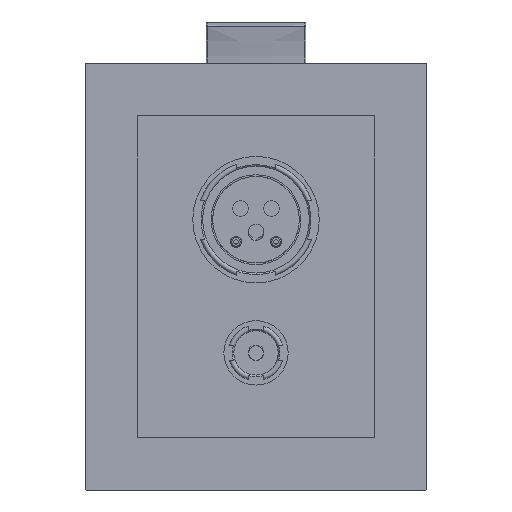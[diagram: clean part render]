
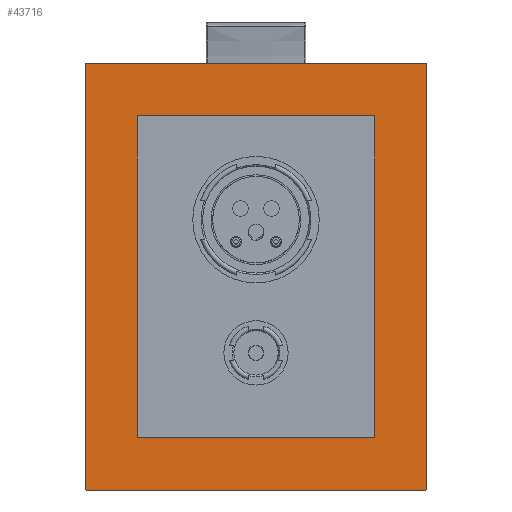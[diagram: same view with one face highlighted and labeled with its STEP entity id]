
A CAD part, front view. The second image highlights one B-rep face of the part: STEP entity #43716.
In plain terms, the highlighted planar face has unit normal (0, -1, 0).
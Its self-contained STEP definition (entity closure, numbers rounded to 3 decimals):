
#42588=CARTESIAN_POINT('',(76.5,46.,95.25));
#42589=DIRECTION('',(0.,-1.,0.));
#42590=DIRECTION('',(1.,0.,0.));
#42591=AXIS2_PLACEMENT_3D('',#42588,#42589,#42590);
#42593=DIRECTION('',(0.,0.,-1.));
#42594=VECTOR('',#42593,191.);
#42595=CARTESIAN_POINT('',(77.,46.,95.25));
#42596=LINE('',#42595,#42594);
#42597=CARTESIAN_POINT('',(76.5,46.,-95.75));
#42598=DIRECTION('',(0.,-1.,0.));
#42599=DIRECTION('',(0.,0.,-1.));
#42600=AXIS2_PLACEMENT_3D('',#42597,#42598,#42599);
#42602=DIRECTION('',(-1.,0.,0.));
#42603=VECTOR('',#42602,153.);
#42604=CARTESIAN_POINT('',(76.5,46.,-96.25));
#42605=LINE('',#42604,#42603);
#42606=CARTESIAN_POINT('',(-76.5,46.,-95.75));
#42607=DIRECTION('',(0.,-1.,0.));
#42608=DIRECTION('',(-1.,0.,0.));
#42609=AXIS2_PLACEMENT_3D('',#42606,#42607,#42608);
#42611=DIRECTION('',(0.,0.,1.));
#42612=VECTOR('',#42611,191.);
#42613=CARTESIAN_POINT('',(-77.,46.,-95.75));
#42614=LINE('',#42613,#42612);
#42615=CARTESIAN_POINT('',(-76.5,46.,95.25));
#42616=DIRECTION('',(0.,-1.,0.));
#42617=DIRECTION('',(0.,0.,1.));
#42618=AXIS2_PLACEMENT_3D('',#42615,#42616,#42617);
#42620=DIRECTION('',(1.,0.,0.));
#42621=VECTOR('',#42620,153.);
#42622=CARTESIAN_POINT('',(-76.5,46.,95.75));
#42623=LINE('',#42622,#42621);
#42704=DIRECTION('',(-1.,0.,0.));
#42705=VECTOR('',#42704,107.);
#42706=CARTESIAN_POINT('',(53.5,46.,-72.75));
#42707=LINE('',#42706,#42705);
#42748=DIRECTION('',(0.,0.,1.));
#42749=VECTOR('',#42748,145.);
#42750=CARTESIAN_POINT('',(-53.5,46.,-72.75));
#42751=LINE('',#42750,#42749);
#42756=DIRECTION('',(1.,0.,0.));
#42757=VECTOR('',#42756,107.);
#42758=CARTESIAN_POINT('',(-53.5,46.,72.25));
#42759=LINE('',#42758,#42757);
#42764=DIRECTION('',(0.,0.,-1.));
#42765=VECTOR('',#42764,145.);
#42766=CARTESIAN_POINT('',(53.5,46.,72.25));
#42767=LINE('',#42766,#42765);
#43488=CARTESIAN_POINT('',(77.,46.,95.25));
#43489=CARTESIAN_POINT('',(76.5,46.,95.75));
#43490=VERTEX_POINT('',#43488);
#43491=VERTEX_POINT('',#43489);
#43492=CARTESIAN_POINT('',(76.5,46.,-96.25));
#43493=CARTESIAN_POINT('',(77.,46.,-95.75));
#43494=VERTEX_POINT('',#43492);
#43495=VERTEX_POINT('',#43493);
#43496=CARTESIAN_POINT('',(-76.5,46.,95.75));
#43497=CARTESIAN_POINT('',(-77.,46.,95.25));
#43498=VERTEX_POINT('',#43496);
#43499=VERTEX_POINT('',#43497);
#43500=CARTESIAN_POINT('',(-77.,46.,-95.75));
#43501=CARTESIAN_POINT('',(-76.5,46.,-96.25));
#43502=VERTEX_POINT('',#43500);
#43503=VERTEX_POINT('',#43501);
#43528=CARTESIAN_POINT('',(53.5,46.,-72.75));
#43529=CARTESIAN_POINT('',(-53.5,46.,-72.75));
#43530=VERTEX_POINT('',#43528);
#43531=VERTEX_POINT('',#43529);
#43532=CARTESIAN_POINT('',(53.5,46.,72.25));
#43533=VERTEX_POINT('',#43532);
#43534=CARTESIAN_POINT('',(-53.5,46.,72.25));
#43535=VERTEX_POINT('',#43534);
#43685=CARTESIAN_POINT('',(0.,46.,-0.25));
#43686=DIRECTION('',(0.,1.,0.));
#43687=DIRECTION('',(1.,0.,0.));
#43688=AXIS2_PLACEMENT_3D('',#43685,#43686,#43687);
#43689=PLANE('',#43688);
#43691=ORIENTED_EDGE('',*,*,#43690,.F.);
#43693=ORIENTED_EDGE('',*,*,#43692,.T.);
#43694=ORIENTED_EDGE('',*,*,#43671,.F.);
#43695=ORIENTED_EDGE('',*,*,#43553,.T.);
#43697=ORIENTED_EDGE('',*,*,#43696,.F.);
#43699=ORIENTED_EDGE('',*,*,#43698,.T.);
#43701=ORIENTED_EDGE('',*,*,#43700,.F.);
#43703=ORIENTED_EDGE('',*,*,#43702,.T.);
#43704=EDGE_LOOP('',(#43691,#43693,#43694,#43695,#43697,#43699,#43701,#43703));
#43705=FACE_OUTER_BOUND('',#43704,.F.);
#43707=ORIENTED_EDGE('',*,*,#43706,.F.);
#43709=ORIENTED_EDGE('',*,*,#43708,.F.);
#43711=ORIENTED_EDGE('',*,*,#43710,.F.);
#43713=ORIENTED_EDGE('',*,*,#43712,.F.);
#43714=EDGE_LOOP('',(#43707,#43709,#43711,#43713));
#43715=FACE_BOUND('',#43714,.F.);
#43716=ADVANCED_FACE('',(#43705,#43715),#43689,.F.);
#42592=CIRCLE('',#42591,0.5);
#42601=CIRCLE('',#42600,0.5);
#42610=CIRCLE('',#42609,0.5);
#42619=CIRCLE('',#42618,0.5);
#43553=EDGE_CURVE('',#43494,#43503,#42605,.T.);
#43671=EDGE_CURVE('',#43494,#43495,#42601,.T.);
#43690=EDGE_CURVE('',#43490,#43491,#42592,.T.);
#43692=EDGE_CURVE('',#43490,#43495,#42596,.T.);
#43696=EDGE_CURVE('',#43502,#43503,#42610,.T.);
#43698=EDGE_CURVE('',#43502,#43499,#42614,.T.);
#43700=EDGE_CURVE('',#43498,#43499,#42619,.T.);
#43702=EDGE_CURVE('',#43498,#43491,#42623,.T.);
#43706=EDGE_CURVE('',#43530,#43531,#42707,.T.);
#43708=EDGE_CURVE('',#43533,#43530,#42767,.T.);
#43710=EDGE_CURVE('',#43535,#43533,#42759,.T.);
#43712=EDGE_CURVE('',#43531,#43535,#42751,.T.);
